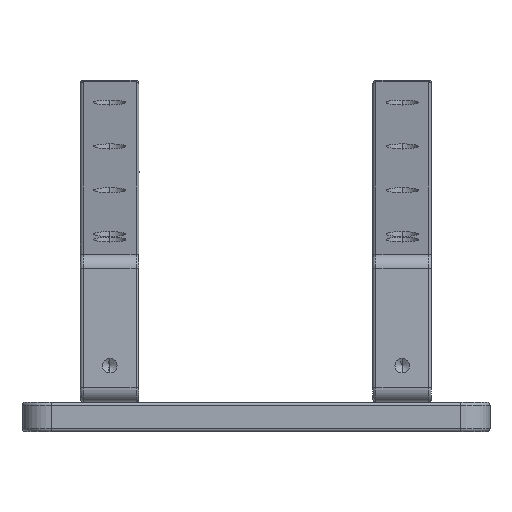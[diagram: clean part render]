
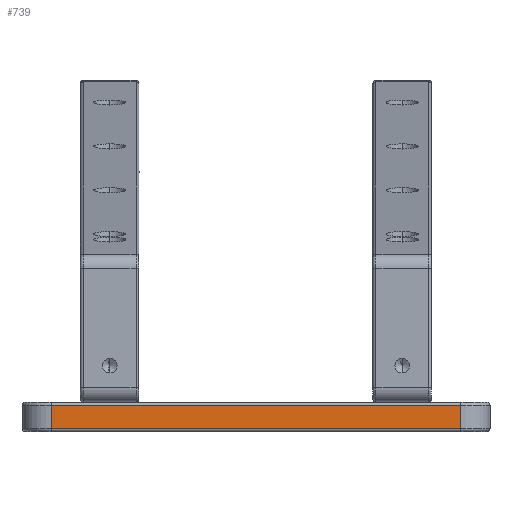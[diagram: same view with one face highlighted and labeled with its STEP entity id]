
A CAD part, front view. The second image highlights one B-rep face of the part: STEP entity #739.
In plain terms, the highlighted planar face has unit normal (0, -1, 0).
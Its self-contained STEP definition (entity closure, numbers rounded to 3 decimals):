
#739 = ADVANCED_FACE ( 'NONE', ( #13236 ), #7734, .F. ) ;
#1576 = VECTOR ( 'NONE', #15947, 1000. ) ;
#3398 = VECTOR ( 'NONE', #16971, 1000. ) ;
#3722 = CARTESIAN_POINT ( 'NONE',  ( -80., -250., 4. ) ) ;
#4561 = ORIENTED_EDGE ( 'NONE', *, *, #12677, .T. ) ;
#4660 = VERTEX_POINT ( 'NONE', #11919 ) ;
#4700 = LINE ( 'NONE', #12984, #11989 ) ;
#4767 = DIRECTION ( 'NONE',  ( 0., 0., -1. ) ) ;
#5494 = CARTESIAN_POINT ( 'NONE',  ( 70., -250., 4. ) ) ;
#5638 = VERTEX_POINT ( 'NONE', #5804 ) ;
#5804 = CARTESIAN_POINT ( 'NONE',  ( 70., -250., -4. ) ) ;
#6263 = ORIENTED_EDGE ( 'NONE', *, *, #16878, .T. ) ;
#6593 = CARTESIAN_POINT ( 'NONE',  ( 70., -250., 5. ) ) ;
#7091 = LINE ( 'NONE', #3722, #1576 ) ;
#7497 = ORIENTED_EDGE ( 'NONE', *, *, #15923, .T. ) ;
#7734 = PLANE ( 'NONE',  #15193 ) ;
#7788 = DIRECTION ( 'NONE',  ( 0., 1., 0. ) ) ;
#8959 = LINE ( 'NONE', #6593, #10448 ) ;
#9605 = LINE ( 'NONE', #10360, #3398 ) ;
#10360 = CARTESIAN_POINT ( 'NONE',  ( 70., -250., -4. ) ) ;
#10448 = VECTOR ( 'NONE', #16073, 1000. ) ;
#10496 = CARTESIAN_POINT ( 'NONE',  ( -80., -250., 5. ) ) ;
#11919 = CARTESIAN_POINT ( 'NONE',  ( -70., -250., 4. ) ) ;
#11968 = EDGE_LOOP ( 'NONE', ( #13725, #4561, #7497, #6263 ) ) ;
#11989 = VECTOR ( 'NONE', #4767, 1000. ) ;
#12677 = EDGE_CURVE ( 'NONE', #14091, #4660, #7091, .T. ) ;
#12984 = CARTESIAN_POINT ( 'NONE',  ( -70., -250., 5. ) ) ;
#13236 = FACE_OUTER_BOUND ( 'NONE', #11968, .T. ) ;
#13307 = CARTESIAN_POINT ( 'NONE',  ( -70., -250., -4. ) ) ;
#13725 = ORIENTED_EDGE ( 'NONE', *, *, #13828, .T. ) ;
#13828 = EDGE_CURVE ( 'NONE', #5638, #14091, #8959, .T. ) ;
#14091 = VERTEX_POINT ( 'NONE', #5494 ) ;
#14658 = DIRECTION ( 'NONE',  ( 0., 0., 1. ) ) ;
#15193 = AXIS2_PLACEMENT_3D ( 'NONE', #10496, #7788, #14658 ) ;
#15923 = EDGE_CURVE ( 'NONE', #4660, #16926, #4700, .T. ) ;
#15947 = DIRECTION ( 'NONE',  ( -1., 0., 0. ) ) ;
#16073 = DIRECTION ( 'NONE',  ( 0., 0., 1. ) ) ;
#16878 = EDGE_CURVE ( 'NONE', #16926, #5638, #9605, .T. ) ;
#16926 = VERTEX_POINT ( 'NONE', #13307 ) ;
#16971 = DIRECTION ( 'NONE',  ( 1., 0., 0. ) ) ;
